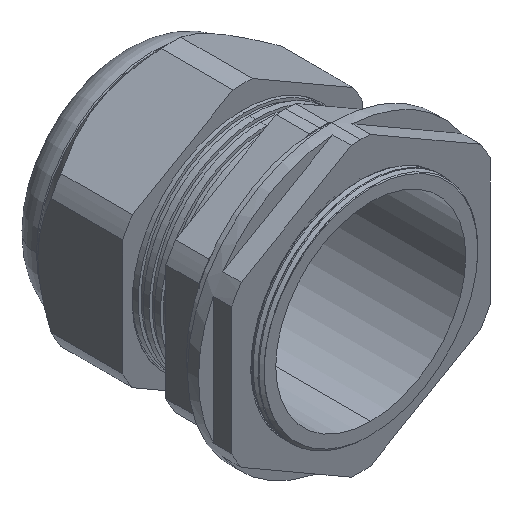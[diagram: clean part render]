
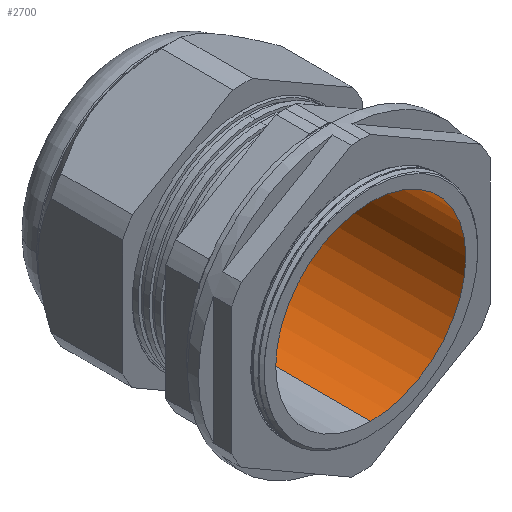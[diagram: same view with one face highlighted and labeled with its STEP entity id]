
A CAD part, isometric view. The second image highlights one B-rep face of the part: STEP entity #2700.
In plain terms, the highlighted cylindrical face has radius 25.75 mm (diameter 51.5 mm), a partial arc.
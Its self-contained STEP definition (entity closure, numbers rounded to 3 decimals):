
#1611 = CIRCLE ( 'NONE', #10836, 25.75 ) ;
#1679 = VECTOR ( 'NONE', #14200, 1000. ) ;
#2051 = LINE ( 'NONE', #4005, #1679 ) ;
#2208 = ORIENTED_EDGE ( 'NONE', *, *, #10182, .F. ) ;
#2381 = VERTEX_POINT ( 'NONE', #8821 ) ;
#2553 = EDGE_LOOP ( 'NONE', ( #8643, #2208, #8471, #13779 ) ) ;
#2700 = ADVANCED_FACE ( 'NONE', ( #11099 ), #10418, .F. ) ;
#2812 = LINE ( 'NONE', #8489, #5576 ) ;
#4005 = CARTESIAN_POINT ( 'NONE',  ( 0., 54.5, 25.75 ) ) ;
#4017 = CARTESIAN_POINT ( 'NONE',  ( 0., 22.5, 0. ) ) ;
#4365 = DIRECTION ( 'NONE',  ( 0., -1., 0. ) ) ;
#5212 = DIRECTION ( 'NONE',  ( 0., 0., 1. ) ) ;
#5576 = VECTOR ( 'NONE', #9614, 1000. ) ;
#6325 = CARTESIAN_POINT ( 'NONE',  ( 0., -14., -25.75 ) ) ;
#7621 = AXIS2_PLACEMENT_3D ( 'NONE', #4017, #12002, #5212 ) ;
#8471 = ORIENTED_EDGE ( 'NONE', *, *, #9233, .T. ) ;
#8489 = CARTESIAN_POINT ( 'NONE',  ( 0., 54.5, -25.75 ) ) ;
#8643 = ORIENTED_EDGE ( 'NONE', *, *, #9326, .F. ) ;
#8821 = CARTESIAN_POINT ( 'NONE',  ( 0., 22.5, -25.75 ) ) ;
#9233 = EDGE_CURVE ( 'NONE', #2381, #9308, #2812, .T. ) ;
#9308 = VERTEX_POINT ( 'NONE', #6325 ) ;
#9326 = EDGE_CURVE ( 'NONE', #10532, #11917, #2051, .T. ) ;
#9474 = DIRECTION ( 'NONE',  ( 0., 0., -1. ) ) ;
#9492 = CARTESIAN_POINT ( 'NONE',  ( 0., -14., 25.75 ) ) ;
#9614 = DIRECTION ( 'NONE',  ( 0., -1., 0. ) ) ;
#9720 = DIRECTION ( 'NONE',  ( 0., -1., 0. ) ) ;
#10182 = EDGE_CURVE ( 'NONE', #2381, #10532, #10569, .T. ) ;
#10418 = CYLINDRICAL_SURFACE ( 'NONE', #11361, 25.75 ) ;
#10532 = VERTEX_POINT ( 'NONE', #11505 ) ;
#10569 = CIRCLE ( 'NONE', #7621, 25.75 ) ;
#10836 = AXIS2_PLACEMENT_3D ( 'NONE', #11220, #4365, #12330 ) ;
#11099 = FACE_OUTER_BOUND ( 'NONE', #2553, .T. ) ;
#11144 = CARTESIAN_POINT ( 'NONE',  ( 0., 54.5, 0. ) ) ;
#11220 = CARTESIAN_POINT ( 'NONE',  ( 0., -14., 0. ) ) ;
#11361 = AXIS2_PLACEMENT_3D ( 'NONE', #11144, #9720, #9474 ) ;
#11505 = CARTESIAN_POINT ( 'NONE',  ( 0., 22.5, 25.75 ) ) ;
#11917 = VERTEX_POINT ( 'NONE', #9492 ) ;
#12002 = DIRECTION ( 'NONE',  ( 0., -1., 0. ) ) ;
#12330 = DIRECTION ( 'NONE',  ( 0., 0., -1. ) ) ;
#13336 = EDGE_CURVE ( 'NONE', #9308, #11917, #1611, .T. ) ;
#13779 = ORIENTED_EDGE ( 'NONE', *, *, #13336, .T. ) ;
#14200 = DIRECTION ( 'NONE',  ( 0., -1., 0. ) ) ;
